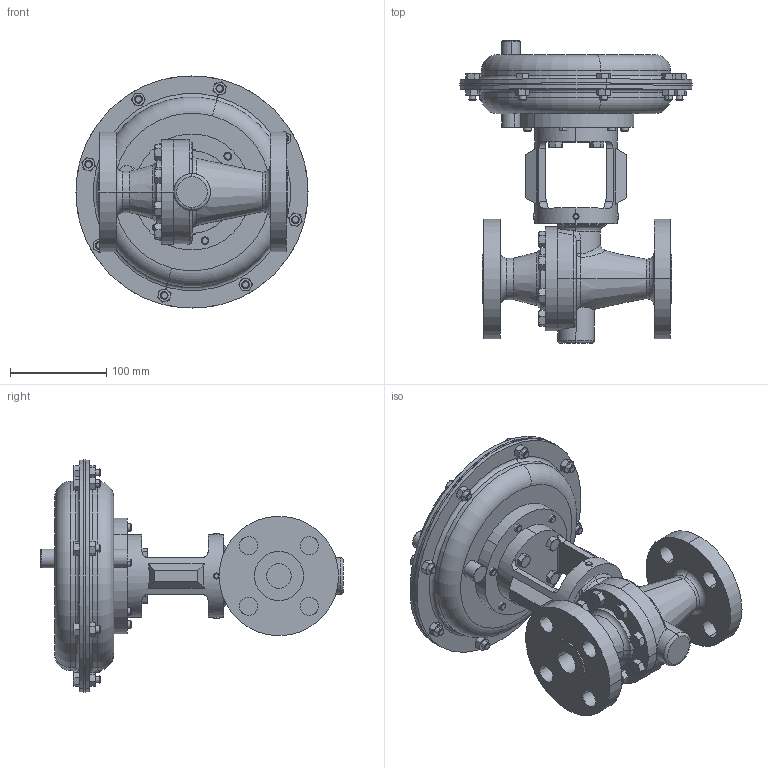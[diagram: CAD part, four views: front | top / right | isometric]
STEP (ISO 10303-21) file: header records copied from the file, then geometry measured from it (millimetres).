
FILE_DESCRIPTION (( 'STEP AP203' ), '1' );
FILE_NAME ('70-100-CS+S6-I3-35M.STEP', '2017-08-24T17:16:58', ( '' ), ( '' ), 'SwSTEP 2.0', 'SolidWorks 2014', '' );
FILE_SCHEMA (( 'CONFIG_CONTROL_DESIGN' ));
Length unit declared in the file: inch
Products named in the file (1): 70-100-CS+S6-I3-35M
Bounding box: 240.92 x 313.98 x 240.92 mm (x, y, z)
Volume: 3845046.8 mm3; surface area: 562590.3 mm2
Topology: 47 solids, 47 shells, 873 faces, 1861 edges, 1111 vertices
Faces by surface type: plane 357, cone 343, cylinder 139, torus 27, bspline 5, sphere 2
Entity records: 26140 total; most frequent: CARTESIAN_POINT 7998, ORIENTED_EDGE 3706, DIRECTION 3689, EDGE_CURVE 1853, AXIS2_PLACEMENT_3D 1523, VERTEX_POINT 1111, EDGE_LOOP 928, FACE_OUTER_BOUND 873
